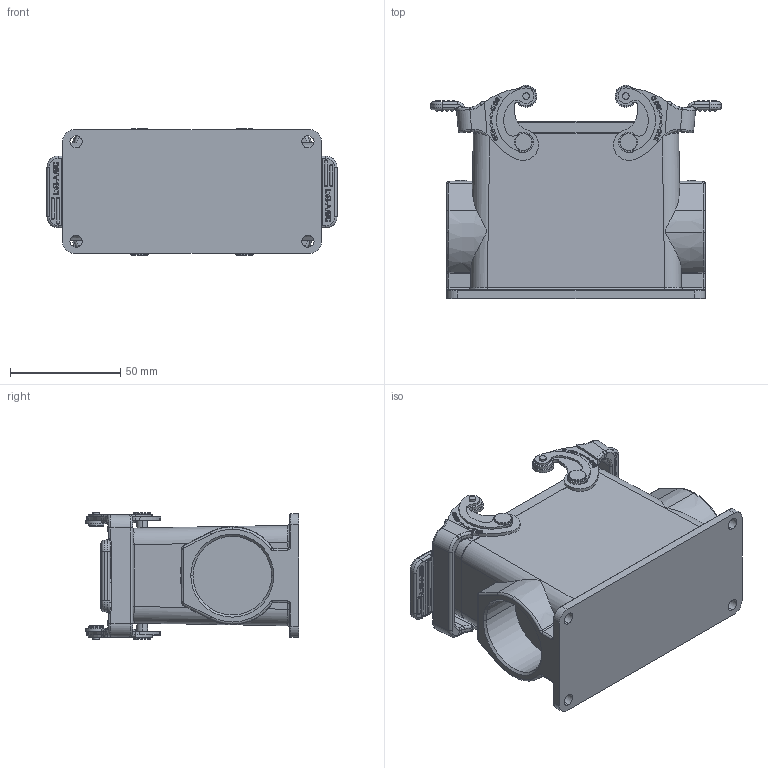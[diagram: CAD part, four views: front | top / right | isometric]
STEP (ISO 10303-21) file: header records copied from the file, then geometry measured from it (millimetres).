
FILE_DESCRIPTION(/* description */ (''),/* implementation_level */ '2;1');
FILE_NAME(/* name */ '3D_1240162415012_HV16B-SFH-2L_SC-PG29_V1.1.stp',/* time_stamp */ '2024-01-02T15:08:25+08:00',/* author */ (''),/* organization */ (''),/* preprocessor_version */ 'ST-DEVELOPER v18.1',/* originating_system */ 'SIEMENS PLM Software NX 1980',/* authorisation */ '');
FILE_SCHEMA (('AUTOMOTIVE_DESIGN { 1 0 10303 214 3 1 1 1 }'));
Products named in the file (1): 145924985FBBm2xq
Bounding box: 131.4 x 96.5 x 57.5 mm (x, y, z)
Volume: 169123.3 mm3; surface area: 69371.3 mm2
Topology: 1 solids, 5 shells, 1500 faces, 4065 edges, 2682 vertices
Faces by surface type: plane 716, cylinder 461, torus 106, extrusion 84, bspline 48, cone 47, sphere 38
Full cylindrical faces by diameter (mm): 24 x1, 26.9 x1
Entity records: 63364 total; most frequent: CARTESIAN_POINT 19293, ORIENTED_EDGE 8020, DIRECTION 6789, EDGE_CURVE 4018, VERTEX_POINT 2682, AXIS2_PLACEMENT_3D 2426, VECTOR 1937, LINE 1853
